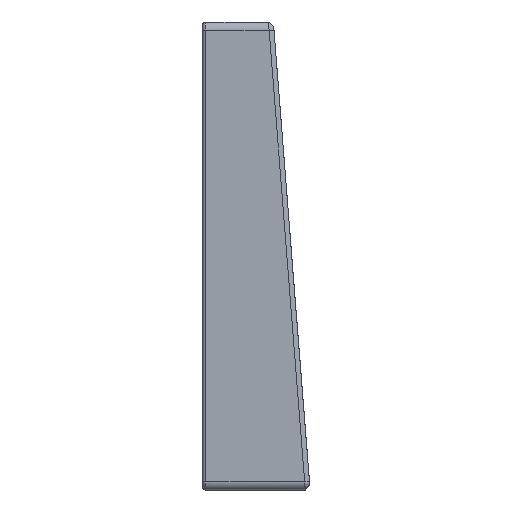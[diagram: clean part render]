
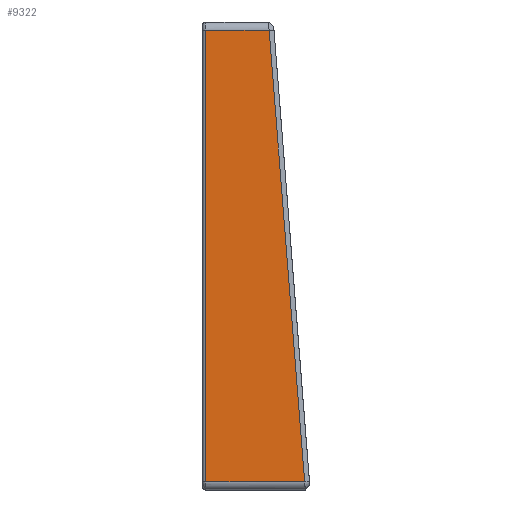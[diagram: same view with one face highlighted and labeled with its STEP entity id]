
A CAD part, left-side view. The second image highlights one B-rep face of the part: STEP entity #9322.
In plain terms, the highlighted planar face has unit normal (-1, 0, 0).
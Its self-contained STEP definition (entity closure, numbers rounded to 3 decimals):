
#777=B_SPLINE_CURVE_WITH_KNOTS('',3,(#18308,#18309,#18310,#18311),
 .UNSPECIFIED.,.F.,.F.,(4,4),(1.526,1.571),
 .UNSPECIFIED.);
#1014=PLANE('',#9785);
#1499=FACE_OUTER_BOUND('',#2060,.T.);
#2060=EDGE_LOOP('',(#8455,#8456,#8457,#8458,#8459));
#2709=LINE('',#18291,#3350);
#2717=LINE('',#18437,#3358);
#2718=LINE('',#18439,#3359);
#2719=LINE('',#18440,#3360);
#3350=VECTOR('',#11233,10.);
#3358=VECTOR('',#11247,10.);
#3359=VECTOR('',#11248,10.);
#3360=VECTOR('',#11249,10.);
#4481=VERTEX_POINT('',#18279);
#4482=VERTEX_POINT('',#18287);
#4483=VERTEX_POINT('',#18289);
#4488=VERTEX_POINT('',#18436);
#4489=VERTEX_POINT('',#18438);
#5826=EDGE_CURVE('',#4483,#4482,#2709,.T.);
#5827=EDGE_CURVE('',#4481,#4483,#777,.T.);
#5840=EDGE_CURVE('',#4488,#4481,#2717,.T.);
#5841=EDGE_CURVE('',#4489,#4488,#2718,.T.);
#5842=EDGE_CURVE('',#4482,#4489,#2719,.T.);
#8455=ORIENTED_EDGE('',*,*,#5826,.F.);
#8456=ORIENTED_EDGE('',*,*,#5827,.F.);
#8457=ORIENTED_EDGE('',*,*,#5840,.F.);
#8458=ORIENTED_EDGE('',*,*,#5841,.F.);
#8459=ORIENTED_EDGE('',*,*,#5842,.F.);
#9322=ADVANCED_FACE('',(#1499),#1014,.T.);
#9785=AXIS2_PLACEMENT_3D('',#18435,#11245,#11246);
#11233=DIRECTION('',(0.,-0.078,-0.997));
#11245=DIRECTION('center_axis',(-1.,0.,0.));
#11246=DIRECTION('ref_axis',(0.,0.,1.));
#11247=DIRECTION('',(0.,-1.,0.));
#11248=DIRECTION('',(0.,0.,1.));
#11249=DIRECTION('',(0.,1.,0.));
#18279=CARTESIAN_POINT('',(-4.,-3.911,101.243));
#18287=CARTESIAN_POINT('',(-4.,-12.351,-6.007));
#18289=CARTESIAN_POINT('',(-4.,-3.918,101.153));
#18291=CARTESIAN_POINT('',(-4.,-12.474,-7.563));
#18308=CARTESIAN_POINT('Ctrl Pts',(-4.,-3.911,
101.243));
#18309=CARTESIAN_POINT('Ctrl Pts',(-4.,-3.913,
101.213));
#18310=CARTESIAN_POINT('Ctrl Pts',(-4.,-3.915,
101.183));
#18311=CARTESIAN_POINT('Ctrl Pts',(-4.,-3.918,
101.153));
#18435=CARTESIAN_POINT('Origin',(-4.,-0.007,
-8.007));
#18436=CARTESIAN_POINT('',(-4.,11.143,101.243));
#18437=CARTESIAN_POINT('',(-4.,-0.007,101.243));
#18438=CARTESIAN_POINT('',(-4.,11.143,-6.007));
#18439=CARTESIAN_POINT('',(-4.,11.143,19.806));
#18440=CARTESIAN_POINT('',(-4.,-0.007,-6.007));
